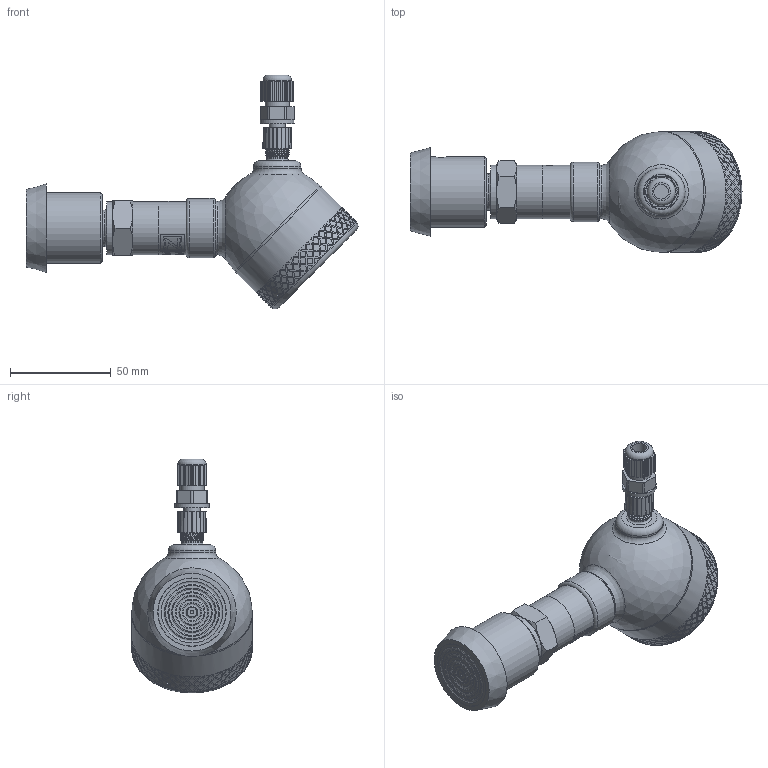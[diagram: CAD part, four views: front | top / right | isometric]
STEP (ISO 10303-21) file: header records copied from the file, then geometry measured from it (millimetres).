
FILE_DESCRIPTION(/* description */ (''),/* implementation_level */ '2;1');
FILE_NAME(/* name */ 'APZ3420sFH_TapperDN25_3.step',/* time_stamp */ '2021-07-08T16:37:39+03:00',/* author */ (''),/* organization */ (''),/* preprocessor_version */ 'ST-DEVELOPER v18.1',/* originating_system */ 'Autodesk Translation Framework v10.9.0.1377',/* authorisation */ '');
FILE_SCHEMA (('AUTOMOTIVE_DESIGN { 1 0 10303 214 3 1 1 }'));
Length unit declared in the file: millimetre
Products named in the file (8): АПЗ 3420s заполненный 
+ полевой корпус; G1\2EN; Tapper socket DN25 diaphragm 34 v2; Заполненный полевой 
корпус v13; Main body; Cover without display; M12x1 adapter; M12x1 female straight v9
Assembly tree (7 placements, depth 3):
  АПЗ 3420s заполненный 
+ полевой корпус
    G1\2EN
    Tapper socket DN25 diaphragm 34 v2
    Заполненный полевой 
корпус v13
      Main body
      Cover without display
      M12x1 adapter
      M12x1 female straight v9
Bounding box: 164.92 x 60.1 x 116.18 mm (x, y, z)
Volume: 269920.8 mm3; surface area: 47622.6 mm2
Topology: 8 solids, 8 shells, 1601 faces, 3930 edges, 2603 vertices
Faces by surface type: bspline 930, cylinder 313, plane 285, cone 45, torus 26, sphere 2
Full cylindrical faces by diameter (mm): 1 x4, 2 x1, 3 x1, 3.3 x1, 5 x1, 6 x3, 7 x1, 7.3 x1, 8 x3, 9.3 x1, 10.293 x1, 10.5 x2, 10.741 x7, 11.884 x6, 12 x1, 14 x1, 16.7 x1, 17 x1, 17.5 x1, 18 x1, 18.631 x7, 19.7 x1, 20.955 x7, 21.6 x1, 21.767 x1, 22 x1, 22.4 x2, 23.6 x1, 24.5 x2, 26.5 x2
Entity records: 71635 total; most frequent: CARTESIAN_POINT 41095, ORIENTED_EDGE 7854, EDGE_CURVE 3927, DIRECTION 3149, B_SPLINE_CURVE_WITH_KNOTS 2629, VERTEX_POINT 2602, EDGE_LOOP 1867, FACE_OUTER_BOUND 1601
